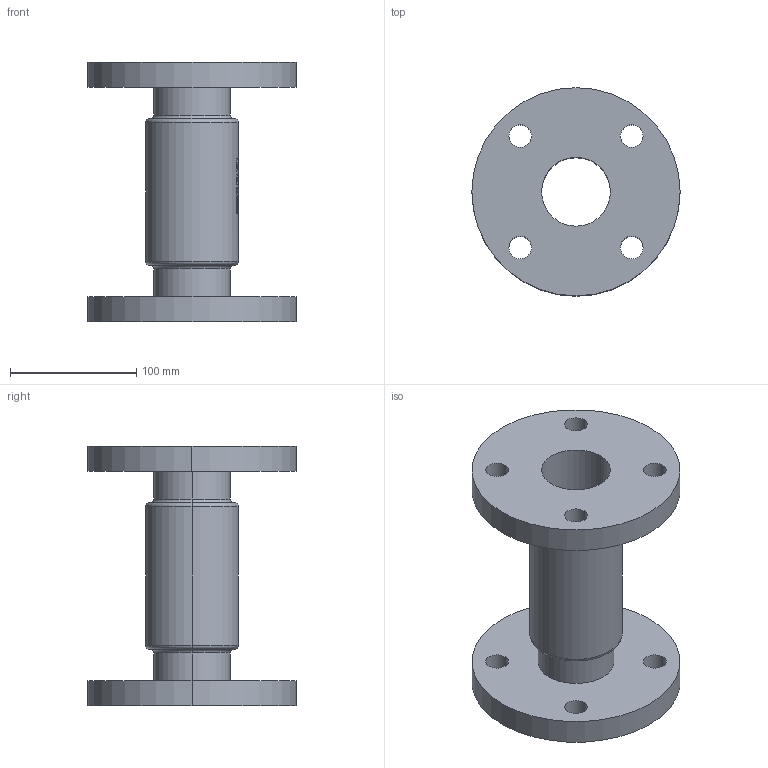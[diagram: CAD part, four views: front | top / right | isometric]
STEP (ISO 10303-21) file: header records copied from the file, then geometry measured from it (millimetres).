
FILE_DESCRIPTION (( 'STEP AP214' ), '1' );
FILE_NAME ('7120000_DN050_PN10_51420233.STEP', '2022-02-11T09:43:16', ( 'axxx' ), ( 'Hewlett-Packard Company' ), 'SwSTEP 2.0', 'SolidWorks 2019', '' );
FILE_SCHEMA (( 'AUTOMOTIVE_DESIGN' ));
Length unit declared in the file: millimetre
Products named in the file (1): 7120000_DN050_PN10_51420233
Bounding box: 165 x 165 x 206 mm (x, y, z)
Volume: 969675.3 mm3; surface area: 176526.8 mm2
Topology: 1 solids, 1 shells, 531 faces, 1384 edges, 920 vertices
Faces by surface type: plane 240, bspline 236, cylinder 47, torus 8
Entity records: 29743 total; most frequent: CARTESIAN_POINT 18237, ORIENTED_EDGE 2768, DIRECTION 1596, EDGE_CURVE 1384, VERTEX_POINT 920, VECTOR 738, LINE 738, EDGE_LOOP 614
